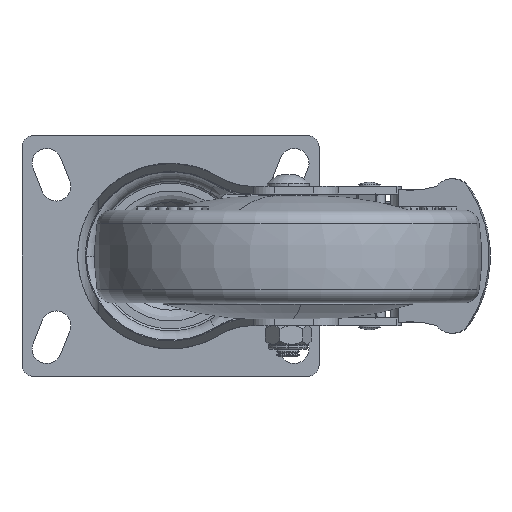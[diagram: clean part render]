
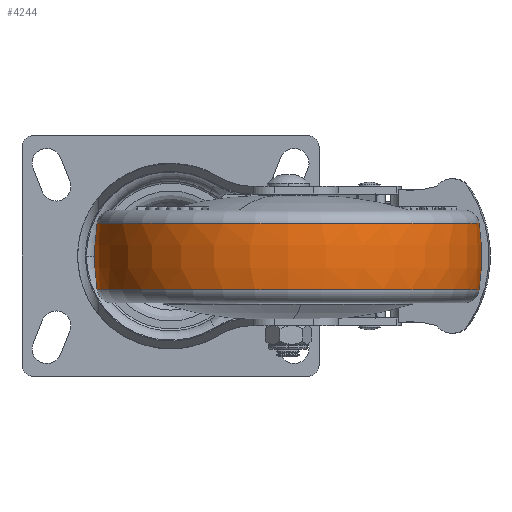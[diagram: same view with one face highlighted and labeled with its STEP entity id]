
A CAD part, front view. The second image highlights one B-rep face of the part: STEP entity #4244.
In plain terms, the highlighted toroidal (fillet/blend) face has major radius 13.25 mm and minor radius 75.75 mm.
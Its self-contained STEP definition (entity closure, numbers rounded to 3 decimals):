
#31 = EDGE_CURVE ( 'NONE', #39706, #14905, #12370, .T. ) ;
#2300 = DIRECTION ( 'NONE',  ( 1., 0., 0. ) ) ;
#2532 = AXIS2_PLACEMENT_3D ( 'NONE', #23456, #16663, #6503 ) ;
#2823 = CIRCLE ( 'NONE', #22927, 75.75 ) ;
#4244 = ADVANCED_FACE ( 'NONE', ( #34669 ), #25032, .T. ) ;
#4368 = EDGE_LOOP ( 'NONE', ( #10964, #20326, #7931, #14444 ) ) ;
#5249 = CARTESIAN_POINT ( 'NONE',  ( -23.74, -98.497, 10.548 ) ) ;
#6503 = DIRECTION ( 'NONE',  ( -1., 0., 0. ) ) ;
#6619 = CARTESIAN_POINT ( 'NONE',  ( 99.74, -98.497, -10.865 ) ) ;
#7931 = ORIENTED_EDGE ( 'NONE', *, *, #12493, .T. ) ;
#8431 = AXIS2_PLACEMENT_3D ( 'NONE', #31622, #35733, #27992 ) ;
#9967 = CARTESIAN_POINT ( 'NONE',  ( -23.74, -98.497, -10.865 ) ) ;
#10964 = ORIENTED_EDGE ( 'NONE', *, *, #31, .T. ) ;
#11621 = EDGE_CURVE ( 'NONE', #14905, #31700, #36448, .T. ) ;
#12370 = CIRCLE ( 'NONE', #38162, 61.74 ) ;
#12493 = EDGE_CURVE ( 'NONE', #31700, #14272, #29867, .T. ) ;
#13352 = EDGE_CURVE ( 'NONE', #39706, #14272, #2823, .T. ) ;
#14272 = VERTEX_POINT ( 'NONE', #5249 ) ;
#14444 = ORIENTED_EDGE ( 'NONE', *, *, #13352, .F. ) ;
#14905 = VERTEX_POINT ( 'NONE', #6619 ) ;
#16663 = DIRECTION ( 'NONE',  ( 0., 0., 1. ) ) ;
#18835 = DIRECTION ( 'NONE',  ( 0., 1., 0. ) ) ;
#20319 = DIRECTION ( 'NONE',  ( 0., 0., -1. ) ) ;
#20326 = ORIENTED_EDGE ( 'NONE', *, *, #11621, .T. ) ;
#22604 = DIRECTION ( 'NONE',  ( 0., 0., 1. ) ) ;
#22927 = AXIS2_PLACEMENT_3D ( 'NONE', #32899, #18835, #22604 ) ;
#23456 = CARTESIAN_POINT ( 'NONE',  ( 38., -98.497, -0.158 ) ) ;
#23952 = CARTESIAN_POINT ( 'NONE',  ( 38., -98.497, 10.548 ) ) ;
#24123 = AXIS2_PLACEMENT_3D ( 'NONE', #23952, #20319, #2300 ) ;
#25032 = TOROIDAL_SURFACE ( 'NONE', #2532, -13.25, 75.75 ) ;
#27992 = DIRECTION ( 'NONE',  ( 0., 0., -1. ) ) ;
#29867 = CIRCLE ( 'NONE', #24123, 61.74 ) ;
#30259 = CARTESIAN_POINT ( 'NONE',  ( 38., -98.497, -10.865 ) ) ;
#31622 = CARTESIAN_POINT ( 'NONE',  ( 24.75, -98.497, -0.158 ) ) ;
#31700 = VERTEX_POINT ( 'NONE', #40903 ) ;
#32899 = CARTESIAN_POINT ( 'NONE',  ( 51.25, -98.497, -0.158 ) ) ;
#34669 = FACE_OUTER_BOUND ( 'NONE', #4368, .T. ) ;
#35733 = DIRECTION ( 'NONE',  ( 0., -1., 0. ) ) ;
#36448 = CIRCLE ( 'NONE', #8431, 75.75 ) ;
#38162 = AXIS2_PLACEMENT_3D ( 'NONE', #30259, #41337, #44800 ) ;
#39706 = VERTEX_POINT ( 'NONE', #9967 ) ;
#40903 = CARTESIAN_POINT ( 'NONE',  ( 99.74, -98.497, 10.548 ) ) ;
#41337 = DIRECTION ( 'NONE',  ( 0., 0., 1. ) ) ;
#44800 = DIRECTION ( 'NONE',  ( -1., 0., 0. ) ) ;
